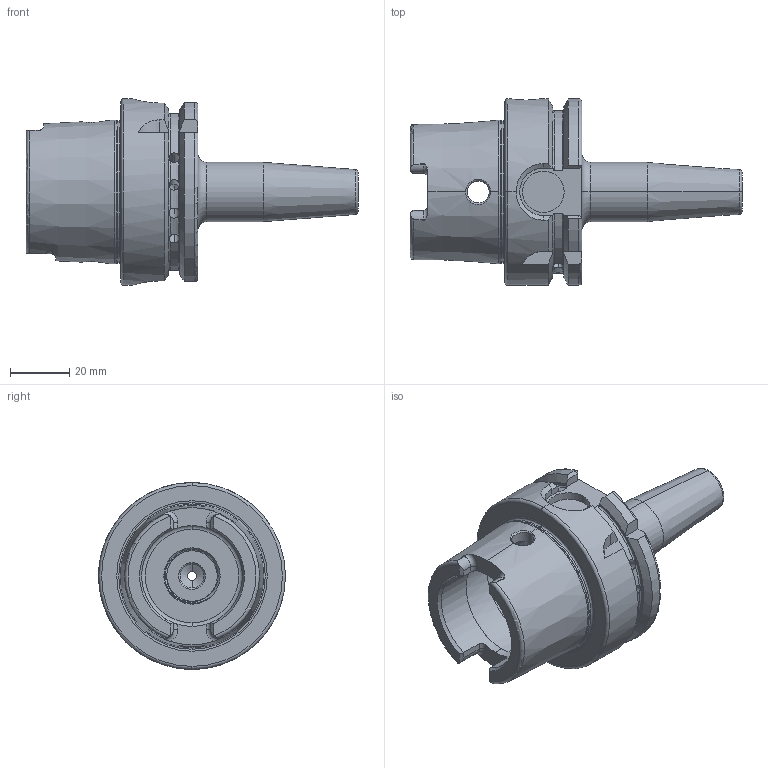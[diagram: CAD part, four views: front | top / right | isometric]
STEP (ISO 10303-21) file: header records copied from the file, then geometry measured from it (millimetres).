
FILE_DESCRIPTION (( 'STEP AP203' ), '1' );
FILE_NAME ('A63.70.03.STEP', '2016-11-17T01:44:51', ( '' ), ( '' ), 'SwSTEP 2.0', 'SolidWorks 2012', '' );
FILE_SCHEMA (( 'CONFIG_CONTROL_DESIGN' ));
Length unit declared in the file: millimetre
Products named in the file (1): A63.70.03
Bounding box: 112 x 63 x 63 mm (x, y, z)
Volume: 92510.1 mm3; surface area: 27668.7 mm2
Topology: 1 solids, 1 shells, 213 faces, 567 edges, 350 vertices
Faces by surface type: cylinder 76, plane 55, cone 37, torus 31, bspline 14
Entity records: 16058 total; most frequent: CARTESIAN_POINT 11096, ORIENTED_EDGE 1114, DIRECTION 923, EDGE_CURVE 557, AXIS2_PLACEMENT_3D 370, VERTEX_POINT 350, EDGE_LOOP 223, FACE_OUTER_BOUND 213
